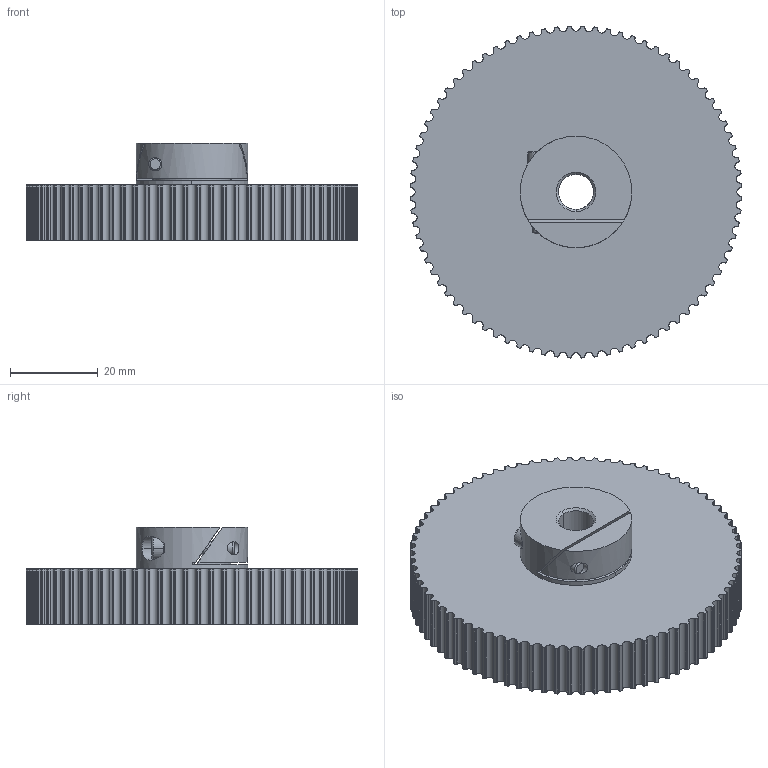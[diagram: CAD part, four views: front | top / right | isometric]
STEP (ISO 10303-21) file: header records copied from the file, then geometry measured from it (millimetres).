
FILE_DESCRIPTION((''),'2;1');
FILE_NAME('A_6D53M080NF0908','2022-02-17T',('SYSTEM'),(''),'PRO/ENGINEER BY PARAMETRIC TECHNOLOGY CORPORATION, 2016360','PRO/ENGINEER BY PARAMETRIC TECHNOLOGY CORPORATION, 2016360','');
FILE_SCHEMA(('AUTOMOTIVE_DESIGN { 1 0 10303 214 1 1 1 1 }'));
Length unit declared in the file: millimetre
Products named in the file (1): A_6D53M080NF0908
Bounding box: 75.56 x 75.56 x 22.2 mm (x, y, z)
Volume: 58581.7 mm3; surface area: 14856.3 mm2
Topology: 1 solids, 1 shells, 530 faces, 1564 edges, 1039 vertices
Faces by surface type: cylinder 496, plane 24, cone 10
Entity records: 18767 total; most frequent: DIRECTION 3602, CARTESIAN_POINT 3487, ORIENTED_EDGE 3128, EDGE_CURVE 1564, AXIS2_PLACEMENT_3D 1532, VERTEX_POINT 1039, CIRCLE 1002, EDGE_LOOP 539
